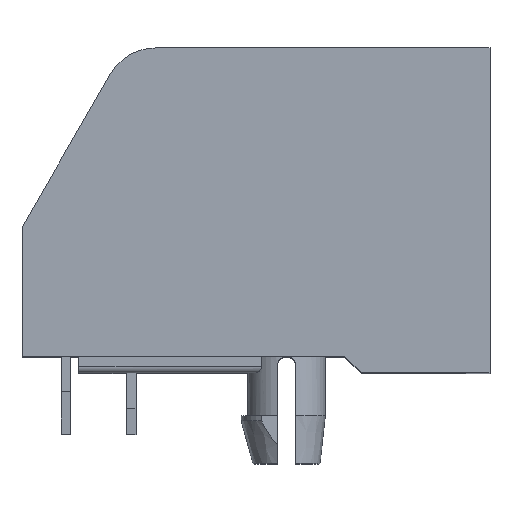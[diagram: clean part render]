
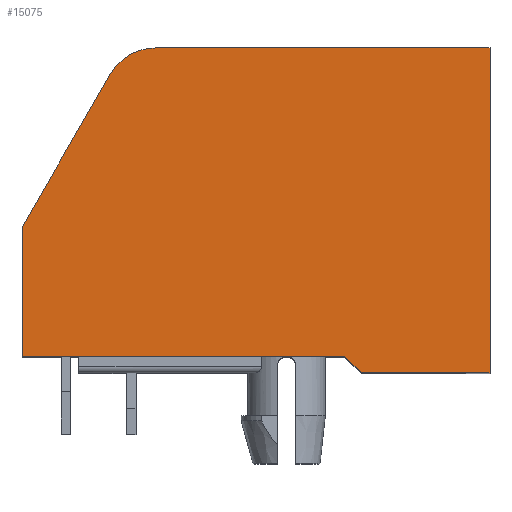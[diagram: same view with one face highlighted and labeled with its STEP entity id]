
A CAD part, top view. The second image highlights one B-rep face of the part: STEP entity #15075.
In plain terms, the highlighted planar face has unit normal (0, 0, 1).
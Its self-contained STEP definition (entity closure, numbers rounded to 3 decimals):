
#2927=DIRECTION('',(-1.,0.,0.));
#2928=VECTOR('',#2927,12.48);
#2929=CARTESIAN_POINT('',(-5.62,0.,0.));
#2930=LINE('',#2929,#2928);
#2931=DIRECTION('',(0.5,0.866,0.));
#2932=VECTOR('',#2931,6.847);
#2933=CARTESIAN_POINT('',(-18.1,5.,0.));
#2934=LINE('',#2933,#2932);
#2935=CARTESIAN_POINT('',(-12.944,9.93,0.));
#2936=DIRECTION('',(0.,0.,-1.));
#2937=DIRECTION('',(-0.866,0.5,0.));
#2938=AXIS2_PLACEMENT_3D('',#2935,#2936,#2937);
#2940=DIRECTION('',(1.,0.,0.));
#2941=VECTOR('',#2940,12.944);
#2942=CARTESIAN_POINT('',(-12.944,11.93,0.));
#2943=LINE('',#2942,#2941);
#2944=DIRECTION('',(0.,-1.,0.));
#2945=VECTOR('',#2944,12.57);
#2946=CARTESIAN_POINT('',(0.,11.93,0.));
#2947=LINE('',#2946,#2945);
#2948=DIRECTION('',(-1.,0.,0.));
#2949=VECTOR('',#2948,4.98);
#2950=CARTESIAN_POINT('',(0.,-0.64,0.));
#2951=LINE('',#2950,#2949);
#2952=DIRECTION('',(-0.707,0.707,0.));
#2953=VECTOR('',#2952,0.905);
#2954=CARTESIAN_POINT('',(-4.98,-0.64,0.));
#2955=LINE('',#2954,#2953);
#2956=DIRECTION('',(0.,-1.,0.));
#2957=VECTOR('',#2956,5.);
#2958=CARTESIAN_POINT('',(-18.1,5.,0.));
#2959=LINE('',#2958,#2957);
#8903=CARTESIAN_POINT('',(-18.1,0.,0.));
#8904=VERTEX_POINT('',#8903);
#8905=CARTESIAN_POINT('',(-5.62,0.,0.));
#8906=VERTEX_POINT('',#8905);
#9715=CARTESIAN_POINT('',(-4.98,-0.64,0.));
#9716=VERTEX_POINT('',#9715);
#9717=CARTESIAN_POINT('',(0.,-0.64,0.));
#9718=VERTEX_POINT('',#9717);
#10111=CARTESIAN_POINT('',(-18.1,5.,0.));
#10112=VERTEX_POINT('',#10111);
#10113=CARTESIAN_POINT('',(-14.676,10.93,0.));
#10114=VERTEX_POINT('',#10113);
#10115=CARTESIAN_POINT('',(-12.944,11.93,0.));
#10116=VERTEX_POINT('',#10115);
#10117=CARTESIAN_POINT('',(0.,11.93,0.));
#10118=VERTEX_POINT('',#10117);
#15055=CARTESIAN_POINT('',(0.,0.,0.));
#15056=DIRECTION('',(0.,0.,1.));
#15057=DIRECTION('',(1.,0.,0.));
#15058=AXIS2_PLACEMENT_3D('',#15055,#15056,#15057);
#15059=PLANE('',#15058);
#15060=ORIENTED_EDGE('',*,*,#11802,.T.);
#15062=ORIENTED_EDGE('',*,*,#15061,.F.);
#15064=ORIENTED_EDGE('',*,*,#15063,.T.);
#15066=ORIENTED_EDGE('',*,*,#15065,.T.);
#15068=ORIENTED_EDGE('',*,*,#15067,.T.);
#15070=ORIENTED_EDGE('',*,*,#15069,.T.);
#15071=ORIENTED_EDGE('',*,*,#14271,.T.);
#15072=ORIENTED_EDGE('',*,*,#15048,.T.);
#15073=EDGE_LOOP('',(#15060,#15062,#15064,#15066,#15068,#15070,#15071,#15072));
#15074=FACE_OUTER_BOUND('',#15073,.F.);
#15075=ADVANCED_FACE('',(#15074),#15059,.T.);
#2939=CIRCLE('',#2938,2.);
#11802=EDGE_CURVE('',#8906,#8904,#2930,.T.);
#14271=EDGE_CURVE('',#9718,#9716,#2951,.T.);
#15048=EDGE_CURVE('',#9716,#8906,#2955,.T.);
#15061=EDGE_CURVE('',#10112,#8904,#2959,.T.);
#15063=EDGE_CURVE('',#10112,#10114,#2934,.T.);
#15065=EDGE_CURVE('',#10114,#10116,#2939,.T.);
#15067=EDGE_CURVE('',#10116,#10118,#2943,.T.);
#15069=EDGE_CURVE('',#10118,#9718,#2947,.T.);
